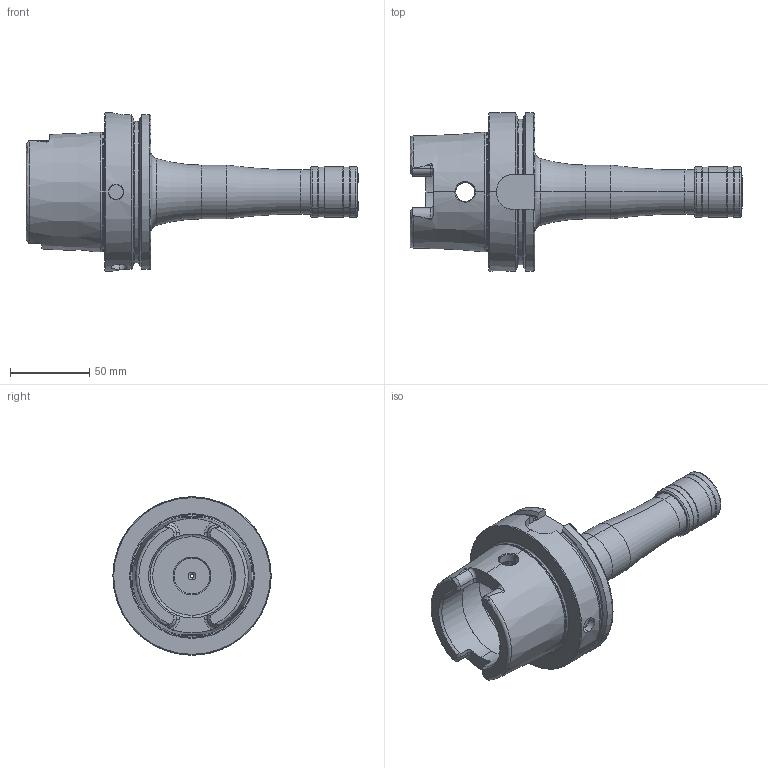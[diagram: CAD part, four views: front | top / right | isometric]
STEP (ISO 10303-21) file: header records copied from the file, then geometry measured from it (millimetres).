
FILE_DESCRIPTION (( 'STEP AP214' ), '1' );
FILE_NAME ('HA0.Go1.K01.160.STEP', '2011-10-06T10:40:40', ( 'SwiAdmin' ), ( '' ), 'SwSTEP 2.0', 'SolidWorks 2011', '' );
FILE_SCHEMA (( 'AUTOMOTIVE_DESIGN' ));
Length unit declared in the file: millimetre
Products named in the file (10): HA0.Go1.K01.160; HA0-Go1.K01.160_C_Fertigbearbeitung; Boden Go1; Feder gross Go1_vorgespannt; Feder klein Go1_gespannt; Federring aussen Go1_gespannt; Federring innen Go1_gespannt; Hülse Go1; Kugel Go1; Einbausatz Go1_gespannt
Assembly tree (11 placements, depth 3):
  HA0.Go1.K01.160
    HA0-Go1.K01.160_C_Fertigbearbeitung
    Einbausatz Go1_gespannt
      Federring aussen Go1_gespannt
      Federring innen Go1_gespannt
      Feder klein Go1_gespannt
      Kugel Go1  x3
      Hülse Go1
      Boden Go1
      Feder gross Go1_vorgespannt
Bounding box: 209.9 x 100 x 100 mm (x, y, z)
Volume: 352390.3 mm3; surface area: 74818.2 mm2
Topology: 10 solids, 10 shells, 375 faces, 915 edges, 550 vertices
Faces by surface type: cylinder 122, torus 89, plane 83, cone 62, bspline 13, sphere 6
Entity records: 20856 total; most frequent: CARTESIAN_POINT 10743, DIRECTION 1821, ORIENTED_EDGE 1760, EDGE_CURVE 880, AXIS2_PLACEMENT_3D 780, VERTEX_POINT 529, CIRCLE 407, EDGE_LOOP 397
